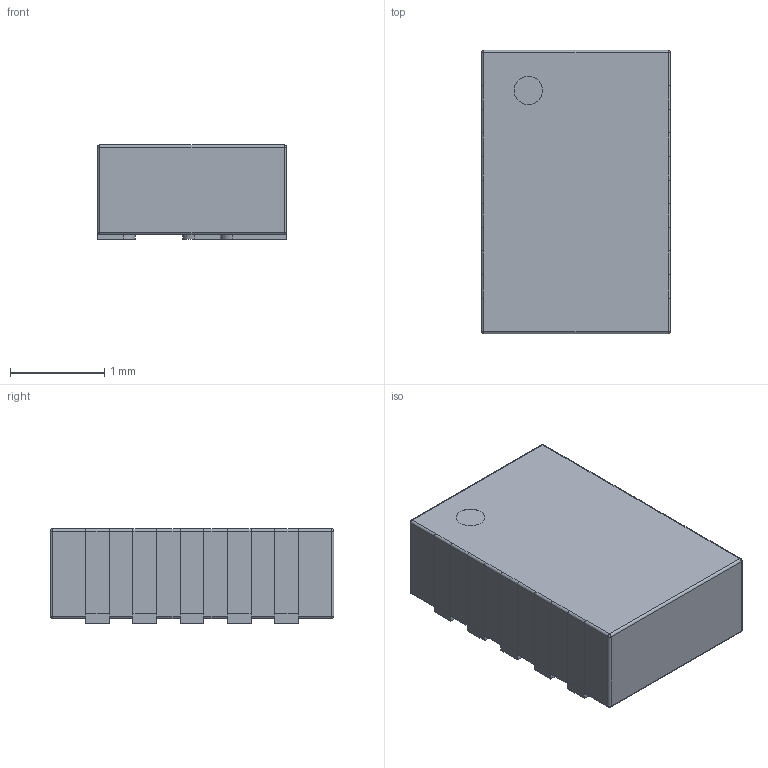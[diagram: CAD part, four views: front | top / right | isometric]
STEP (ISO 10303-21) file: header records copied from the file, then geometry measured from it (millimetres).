
FILE_DESCRIPTION(/* description */ (''),/* implementation_level */ '2;1');
FILE_NAME(/* name */ 'TI - VFDFN-10 - DLA.step',/* time_stamp */ '2020-07-27T22:07:42+01:00',/* author */ (''),/* organization */ (''),/* preprocessor_version */ 'ST-DEVELOPER v18.1',/* originating_system */ 'Autodesk Translation Framework v9.3.0.1241',/* authorisation */ '');
FILE_SCHEMA (('AUTOMOTIVE_DESIGN { 1 0 10303 214 3 1 1 }'));
Length unit declared in the file: millimetre
Products named in the file (1): TI - VFDFN-10 - DLA
Bounding box: 2 x 3 x 1 mm (x, y, z)
Volume: 5.8 mm3; surface area: 22.1 mm2
Topology: 1 solids, 1 shells, 128 faces, 311 edges, 186 vertices
Faces by surface type: plane 68, cylinder 52, sphere 8
Full cylindrical faces by diameter (mm): 0.3 x1
Entity records: 3772 total; most frequent: DIRECTION 653, CARTESIAN_POINT 626, ORIENTED_EDGE 622, EDGE_CURVE 311, LINE 227, VECTOR 227, AXIS2_PLACEMENT_3D 213, VERTEX_POINT 186
